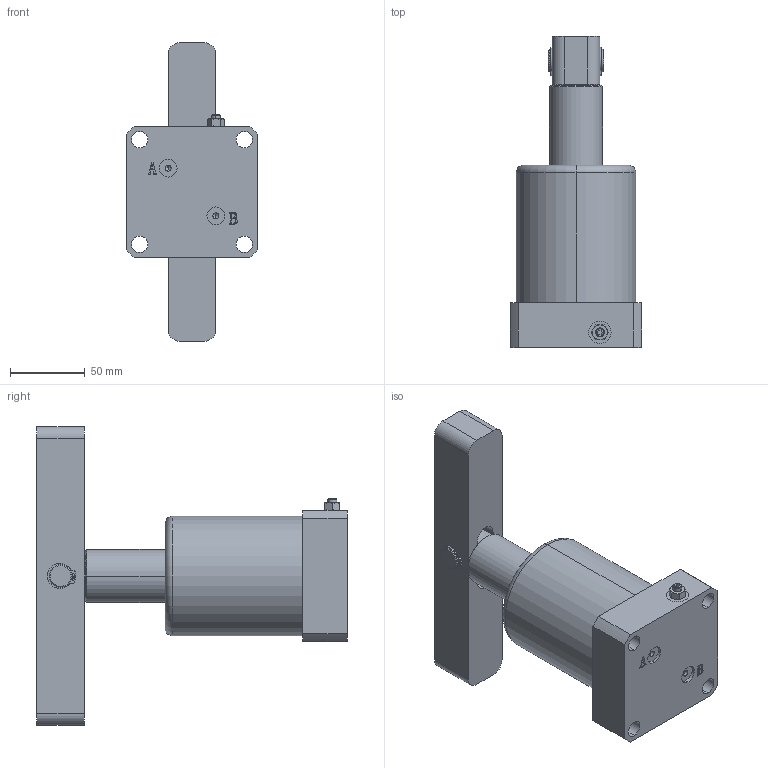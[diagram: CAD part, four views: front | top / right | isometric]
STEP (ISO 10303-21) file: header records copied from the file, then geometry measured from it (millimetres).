
FILE_DESCRIPTION (( 'STEP AP203' ), '1' );
FILE_NAME ('HSL-MF63D-E.STEP', '2020-09-15T03:55:04', ( '微软用户' ), ( '微软中国' ), 'SwSTEP 2.0', 'SolidWorks 2012', '' );
FILE_SCHEMA (( 'CONFIG_CONTROL_DESIGN' ));
Length unit declared in the file: millimetre
Products named in the file (7): HSL-MF63D-E; G1-4覃厒概; external circlip_bsi_BS 3673-4 - S014M; HSL-63D转角缸活塞杆 -E; HSL-MF63D蛌褒詰隅弇种; HSL-MF63D蛌褒詰揤旋杻秶; HSL-MF63S-11-34蛌褒詰掛极
Assembly tree (7 placements, depth 2):
  HSL-MF63D-E
    HSL-MF63S-11-34蛌褒詰掛极
    HSL-MF63D蛌褒詰揤旋杻秶
    HSL-MF63D蛌褒詰隅弇种
    HSL-63D转角缸活塞杆 -E
    external circlip_bsi_BS 3673-4 - S014M  x2
    G1-4覃厒概
Bounding box: 88 x 208 x 200 mm (x, y, z)
Volume: 773919.1 mm3; surface area: 130474.8 mm2
Topology: 7 solids, 7 shells, 252 faces, 610 edges, 392 vertices
Faces by surface type: plane 100, cylinder 96, cone 34, bspline 16, torus 6
Entity records: 8269 total; most frequent: CARTESIAN_POINT 2118, DIRECTION 1136, ORIENTED_EDGE 1092, EDGE_CURVE 546, AXIS2_PLACEMENT_3D 426, VERTEX_POINT 352, LINE 284, VECTOR 284
